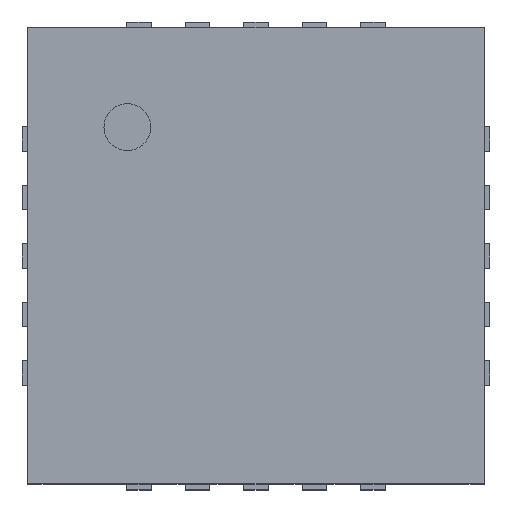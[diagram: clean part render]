
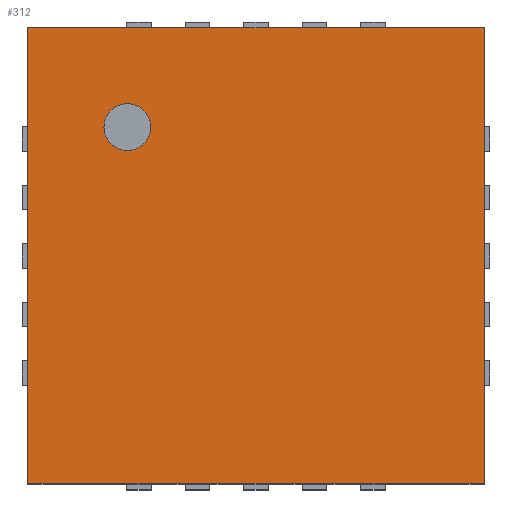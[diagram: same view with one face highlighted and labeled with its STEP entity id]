
A CAD part, top view. The second image highlights one B-rep face of the part: STEP entity #312.
In plain terms, the highlighted planar face has unit normal (0, 0, 1).
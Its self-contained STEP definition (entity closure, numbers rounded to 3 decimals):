
#116 = EDGE_CURVE('',#117,#119,#121,.T.);
#117 = VERTEX_POINT('',#118);
#118 = CARTESIAN_POINT('',(-1.95,1.95,1.1));
#119 = VERTEX_POINT('',#120);
#120 = CARTESIAN_POINT('',(1.95,1.95,1.1));
#121 = LINE('',#122,#123);
#122 = CARTESIAN_POINT('',(-1.95,1.95,1.1));
#123 = VECTOR('',#124,1.);
#124 = DIRECTION('',(1.,0.,0.));
#312 = ADVANCED_FACE('',(#313),#338,.T.);
#313 = FACE_BOUND('',#314,.T.);
#314 = EDGE_LOOP('',(#315,#316,#324,#332));
#315 = ORIENTED_EDGE('',*,*,#116,.F.);
#316 = ORIENTED_EDGE('',*,*,#317,.T.);
#317 = EDGE_CURVE('',#117,#318,#320,.T.);
#318 = VERTEX_POINT('',#319);
#319 = CARTESIAN_POINT('',(-1.95,-1.95,1.1));
#320 = LINE('',#321,#322);
#321 = CARTESIAN_POINT('',(-1.95,1.95,1.1));
#322 = VECTOR('',#323,1.);
#323 = DIRECTION('',(0.,-1.,0.));
#324 = ORIENTED_EDGE('',*,*,#325,.T.);
#325 = EDGE_CURVE('',#318,#326,#328,.T.);
#326 = VERTEX_POINT('',#327);
#327 = CARTESIAN_POINT('',(1.95,-1.95,1.1));
#328 = LINE('',#329,#330);
#329 = CARTESIAN_POINT('',(-1.95,-1.95,1.1));
#330 = VECTOR('',#331,1.);
#331 = DIRECTION('',(1.,0.,0.));
#332 = ORIENTED_EDGE('',*,*,#333,.F.);
#333 = EDGE_CURVE('',#119,#326,#334,.T.);
#334 = LINE('',#335,#336);
#335 = CARTESIAN_POINT('',(1.95,1.95,1.1));
#336 = VECTOR('',#337,1.);
#337 = DIRECTION('',(0.,-1.,0.));
#338 = PLANE('',#339);
#339 = AXIS2_PLACEMENT_3D('',#340,#341,#342);
#340 = CARTESIAN_POINT('',(-1.95,1.95,1.1));
#341 = DIRECTION('',(0.,0.,1.));
#342 = DIRECTION('',(0.,-1.,0.));
